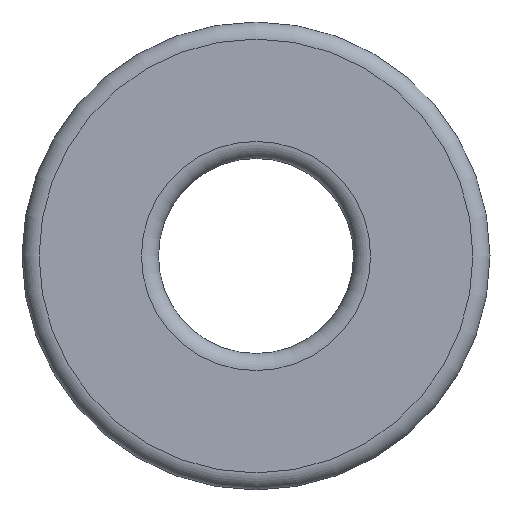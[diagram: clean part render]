
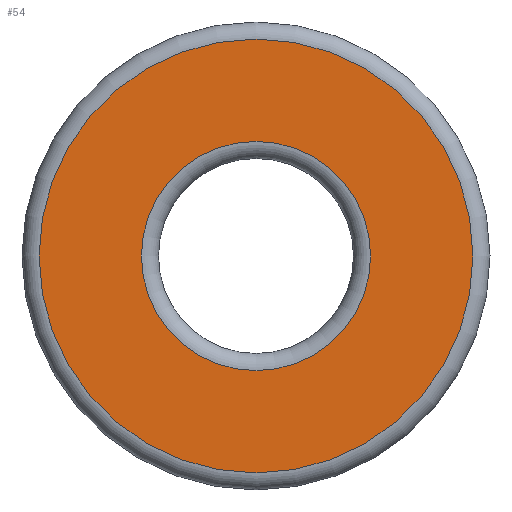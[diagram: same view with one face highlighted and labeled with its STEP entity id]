
A CAD part, left-side view. The second image highlights one B-rep face of the part: STEP entity #54.
In plain terms, the highlighted planar face has unit normal (-1, 0, 0).
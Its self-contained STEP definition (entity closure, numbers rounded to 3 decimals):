
#54 = ADVANCED_FACE( '', ( #117, #118 ), #119, .T. );
#117 = FACE_BOUND( '', #188, .T. );
#118 = FACE_OUTER_BOUND( '', #189, .T. );
#119 = PLANE( '', #190 );
#188 = EDGE_LOOP( '', ( #267 ) );
#189 = EDGE_LOOP( '', ( #268 ) );
#190 = AXIS2_PLACEMENT_3D( '', #269, #270, #271 );
#267 = ORIENTED_EDGE( '', *, *, #334, .T. );
#268 = ORIENTED_EDGE( '', *, *, #331, .F. );
#269 = CARTESIAN_POINT( '', ( 0., 5.563, 0. ) );
#270 = DIRECTION( '', ( -1., 0., 0. ) );
#271 = DIRECTION( '', ( 0., 0., 1. ) );
#331 = EDGE_CURVE( '', #369, #369, #370, .T. );
#334 = EDGE_CURVE( '', #374, #374, #375, .T. );
#369 = VERTEX_POINT( '', #417 );
#370 = CIRCLE( '', #418, 5.563 );
#374 = VERTEX_POINT( '', #422 );
#375 = CIRCLE( '', #423, 2.938 );
#417 = CARTESIAN_POINT( '', ( 0., 0., -5.563 ) );
#418 = AXIS2_PLACEMENT_3D( '', #466, #467, #468 );
#422 = CARTESIAN_POINT( '', ( 0., 0., -2.938 ) );
#423 = AXIS2_PLACEMENT_3D( '', #472, #473, #474 );
#466 = CARTESIAN_POINT( '', ( 0., 0., 0. ) );
#467 = DIRECTION( '', ( 1., 0., 0. ) );
#468 = DIRECTION( '', ( 0., 0., -1. ) );
#472 = CARTESIAN_POINT( '', ( 0., 0., 0. ) );
#473 = DIRECTION( '', ( 1., 0., 0. ) );
#474 = DIRECTION( '', ( 0., 0., -1. ) );
